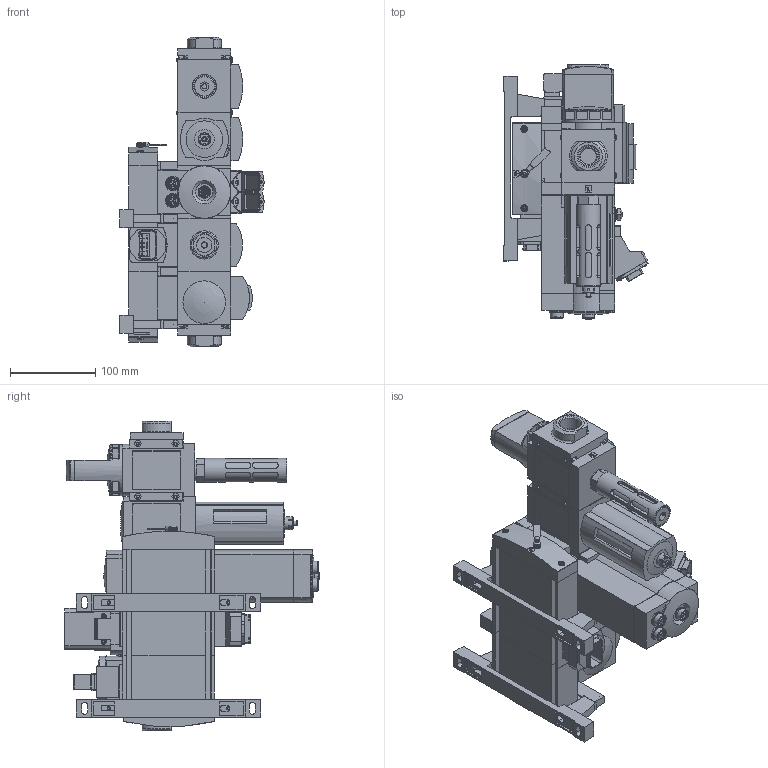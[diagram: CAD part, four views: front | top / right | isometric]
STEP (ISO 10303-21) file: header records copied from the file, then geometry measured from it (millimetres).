
FILE_DESCRIPTION(/* description */ ('','CAx-IF Rec.Pracs.---Representation and Presentation of Product Manufacturing Information (PMI)---4.0---2014-10-13'),/* implementation_level */ '2;1');
FILE_NAME(/* name */ 'Wartungseinheit-Midflow-C2M-8186120.stp',/* time_stamp */ '2024-11-25T09:55:43+01:00',/* author */ ('hklee'),/* organization */ (''),/* preprocessor_version */ 'ST-DEVELOPER v19.2',/* originating_system */ 'Autodesk Inventor 2024',/* authorisation */ '');
FILE_SCHEMA (('AP242_MANAGED_MODEL_BASED_3D_ENGINEERING_MIM_LF { 1 0 10303 442 1 1 4 }'));
Products named in the file (2): Wartungseinheit-Midflow-C2M-8186120; 3569 B-1/4
Assembly tree (2 placements, depth 2):
  Wartungseinheit-Midflow-C2M-8186120
    #154714
    3569 B-1/4
Bounding box: 169.29 x 297.9 x 362.8 mm (x, y, z)
Volume: 4587343.3 mm3; surface area: 710097.8 mm2
Topology: 47 solids, 48 shells, 4717 faces, 12438 edges, 8117 vertices
Faces by surface type: plane 2986, cylinder 1238, cone 353, torus 95, bspline 24, sphere 21
Full cylindrical faces by diameter (mm): 0.6 x4, 1.1 x14, 1.5 x5, 2 x4, 2.3 x2, 2.459 x4, 2.6 x4, 2.693 x2, 2.75 x8, 3 x11, 3.242 x18, 3.3 x4, 3.4 x12, 3.6 x1, 3.8 x1, 4 x21, 4.1 x8, 4.2 x2, 4.3 x5, 4.4 x2, 4.5 x6, 4.6 x6, 5 x2, 5.5 x6, 5.6 x7, 5.8 x2, 6 x4, 6.5 x4, 7 x11, 7.2 x1
Entity records: 154540 total; most frequent: CARTESIAN_POINT 30895, ORIENTED_EDGE 24826, DIRECTION 24637, EDGE_CURVE 12413, LINE 8347, VECTOR 8347, AXIS2_PLACEMENT_3D 8145, VERTEX_POINT 8117
